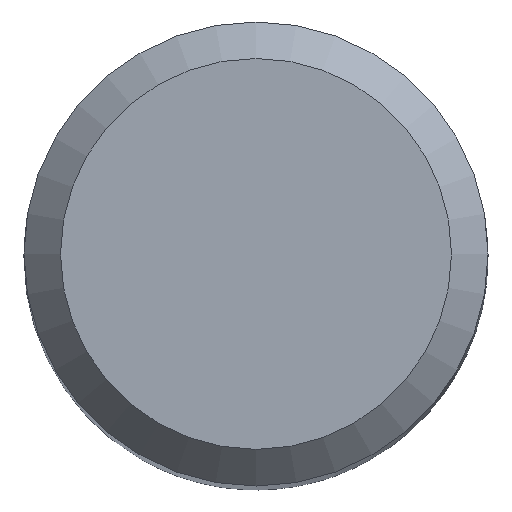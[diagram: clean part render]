
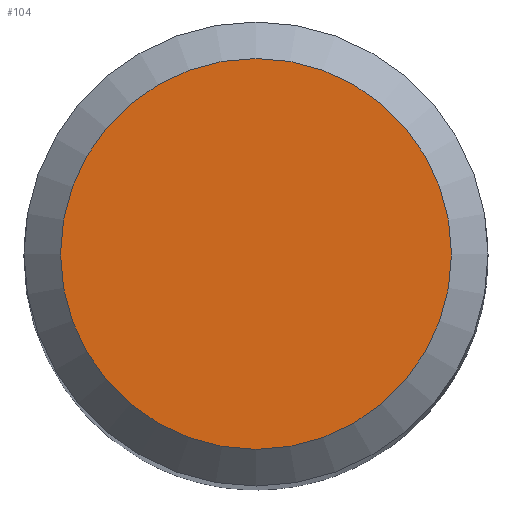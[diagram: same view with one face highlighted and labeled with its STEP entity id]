
A CAD part, top view. The second image highlights one B-rep face of the part: STEP entity #104.
In plain terms, the highlighted planar face has unit normal (0, 0, 1).
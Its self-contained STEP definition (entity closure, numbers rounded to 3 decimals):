
#48=PLANE('',#445);
#104=ADVANCED_FACE('',(#130),#48,.F.);
#130=FACE_OUTER_BOUND('',#153,.T.);
#153=EDGE_LOOP('',(#277));
#277=ORIENTED_EDGE('',*,*,#356,.T.);
#310=VERTEX_POINT('',#794);
#356=EDGE_CURVE('',#310,#310,#382,.T.);
#382=CIRCLE('',#441,5.35);
#441=AXIS2_PLACEMENT_3D('',#793,#510,#511);
#445=AXIS2_PLACEMENT_3D('',#1197,#518,#519);
#510=DIRECTION('',(0.,0.,1.));
#511=DIRECTION('',(-1.,0.,0.));
#518=DIRECTION('',(0.,0.,-1.));
#519=DIRECTION('',(1.,0.,0.));
#793=CARTESIAN_POINT('',(0.,0.,0.));
#794=CARTESIAN_POINT('',(-5.35,0.,0.));
#1197=CARTESIAN_POINT('',(0.,0.,0.));
